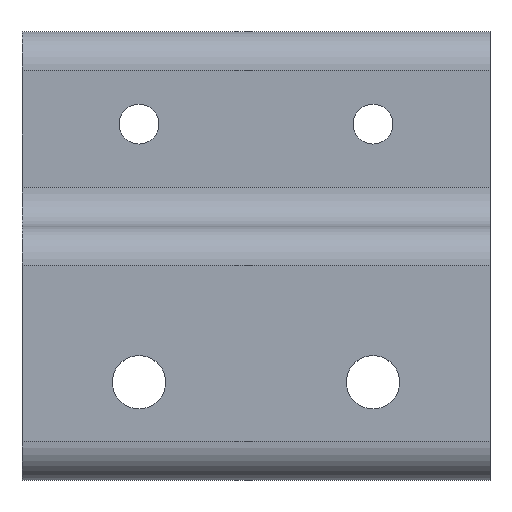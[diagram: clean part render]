
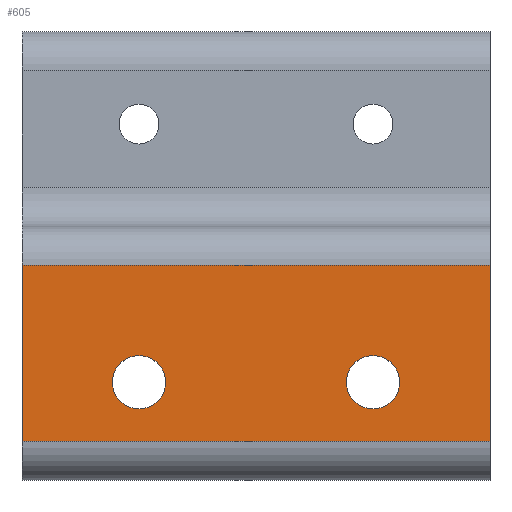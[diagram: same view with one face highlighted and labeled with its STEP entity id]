
A CAD part, top view. The second image highlights one B-rep face of the part: STEP entity #605.
In plain terms, the highlighted planar face has unit normal (0, 0, 1).
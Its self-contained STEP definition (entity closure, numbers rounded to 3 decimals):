
#216=CARTESIAN_POINT('',(0.0,0.801,0.25));
#217=VERTEX_POINT('',#216);
#233=CARTESIAN_POINT('',(0.,0.459,0.25));
#234=VERTEX_POINT('',#233);
#241=CARTESIAN_POINT('',(0.0,0.63,0.25));
#242=DIRECTION('',(0.0,0.0,-1.0));
#243=DIRECTION('',(0.0,1.0,0.0));
#244=AXIS2_PLACEMENT_3D('',#241,#242,#243);
#245=CIRCLE('',#244,0.171);
#246=EDGE_CURVE('',#217,#234,#245,.T.);
#258=CARTESIAN_POINT('',(1.5,0.801,0.25));
#259=VERTEX_POINT('',#258);
#275=CARTESIAN_POINT('',(1.5,0.459,0.25));
#276=VERTEX_POINT('',#275);
#283=CARTESIAN_POINT('',(1.5,0.63,0.25));
#284=DIRECTION('',(0.0,0.0,-1.0));
#285=DIRECTION('',(0.0,1.0,0.0));
#286=AXIS2_PLACEMENT_3D('',#283,#284,#285);
#287=CIRCLE('',#286,0.171);
#288=EDGE_CURVE('',#259,#276,#287,.T.);
#299=CARTESIAN_POINT('',(1.5,0.63,0.25));
#300=DIRECTION('',(0.0,0.0,-1.0));
#301=DIRECTION('',(0.0,1.0,0.0));
#302=AXIS2_PLACEMENT_3D('',#299,#300,#301);
#303=CIRCLE('',#302,0.171);
#304=EDGE_CURVE('',#276,#259,#303,.T.);
#323=CARTESIAN_POINT('',(0.0,0.63,0.25));
#324=DIRECTION('',(0.0,0.0,-1.0));
#325=DIRECTION('',(0.0,1.0,0.0));
#326=AXIS2_PLACEMENT_3D('',#323,#324,#325);
#327=CIRCLE('',#326,0.171);
#328=EDGE_CURVE('',#234,#217,#327,.T.);
#539=CARTESIAN_POINT('',(-0.75,1.38,0.25));
#540=VERTEX_POINT('',#539);
#548=CARTESIAN_POINT('',(2.25,1.38,0.25));
#549=VERTEX_POINT('',#548);
#550=CARTESIAN_POINT('',(2.25,1.38,0.25));
#551=DIRECTION('',(-1.0,0.0,0.0));
#552=VECTOR('',#551,3.0);
#553=LINE('',#550,#552);
#554=EDGE_CURVE('',#549,#540,#553,.T.);
#567=CARTESIAN_POINT('',(2.25,1.38,0.25));
#568=DIRECTION('',(0.0,0.0,1.0));
#569=DIRECTION('',(0.0,1.0,0.0));
#570=AXIS2_PLACEMENT_3D('',#567,#568,#569);
#571=PLANE('',#570);
#572=CARTESIAN_POINT('',(-0.75,0.251,0.25));
#573=VERTEX_POINT('',#572);
#574=CARTESIAN_POINT('',(-0.75,1.38,0.25));
#575=DIRECTION('',(0.0,-1.0,0.0));
#576=VECTOR('',#575,1.129);
#577=LINE('',#574,#576);
#578=EDGE_CURVE('',#540,#573,#577,.T.);
#579=ORIENTED_EDGE('',*,*,#578,.T.);
#580=CARTESIAN_POINT('',(2.25,0.251,0.25));
#581=VERTEX_POINT('',#580);
#582=CARTESIAN_POINT('',(2.25,0.251,0.25));
#583=DIRECTION('',(-1.0,0.0,0.0));
#584=VECTOR('',#583,3.0);
#585=LINE('',#582,#584);
#586=EDGE_CURVE('',#581,#573,#585,.T.);
#587=ORIENTED_EDGE('',*,*,#586,.F.);
#588=CARTESIAN_POINT('',(2.25,0.251,0.25));
#589=DIRECTION('',(0.0,1.0,0.0));
#590=VECTOR('',#589,1.129);
#591=LINE('',#588,#590);
#592=EDGE_CURVE('',#581,#549,#591,.T.);
#593=ORIENTED_EDGE('',*,*,#592,.T.);
#594=ORIENTED_EDGE('',*,*,#554,.T.);
#595=EDGE_LOOP('',(#579,#587,#593,#594));
#596=FACE_OUTER_BOUND('',#595,.T.);
#597=ORIENTED_EDGE('',*,*,#288,.T.);
#598=ORIENTED_EDGE('',*,*,#304,.T.);
#599=EDGE_LOOP('',(#597,#598));
#600=FACE_BOUND('',#599,.T.);
#601=ORIENTED_EDGE('',*,*,#246,.T.);
#602=ORIENTED_EDGE('',*,*,#328,.T.);
#603=EDGE_LOOP('',(#601,#602));
#604=FACE_BOUND('',#603,.T.);
#605=ADVANCED_FACE('',(#596,#600,#604),#571,.T.);
